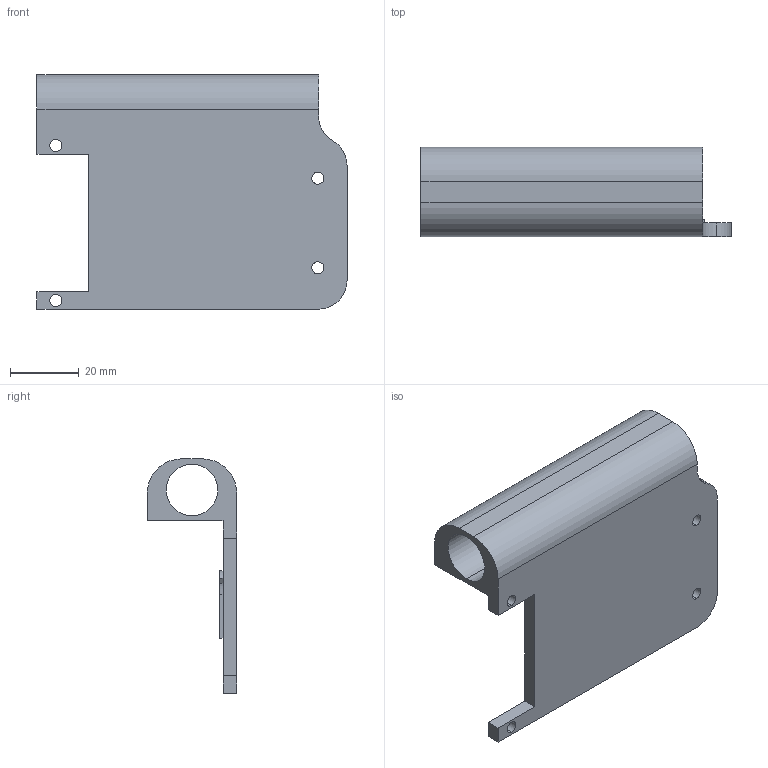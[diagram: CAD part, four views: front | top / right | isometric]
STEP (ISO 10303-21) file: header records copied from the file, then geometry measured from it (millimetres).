
FILE_DESCRIPTION (( 'STEP AP203' ), '1' );
FILE_NAME ('betterradiulnalid.STEP', '2024-11-04T04:08:06', ( '' ), ( '' ), 'SwSTEP 2.0', 'SolidWorks 2024', '' );
FILE_SCHEMA (( 'CONFIG_CONTROL_DESIGN' ));
Length unit declared in the file: millimetre
Products named in the file (1): betterradiulnalid
Bounding box: 90 x 26 x 68 mm (x, y, z)
Volume: 35891.3 mm3; surface area: 19533.4 mm2
Topology: 1 solids, 1 shells, 64 faces, 174 edges, 116 vertices
Faces by surface type: plane 44, cylinder 15, bspline 5
Entity records: 2307 total; most frequent: CARTESIAN_POINT 592, ORIENTED_EDGE 348, DIRECTION 314, EDGE_CURVE 174, LINE 134, VECTOR 134, VERTEX_POINT 116, AXIS2_PLACEMENT_3D 90
